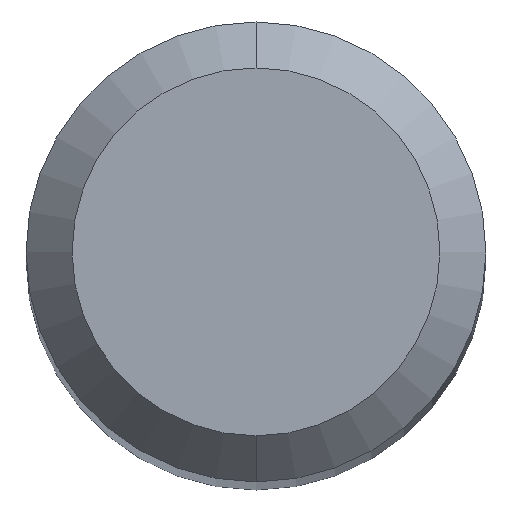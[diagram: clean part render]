
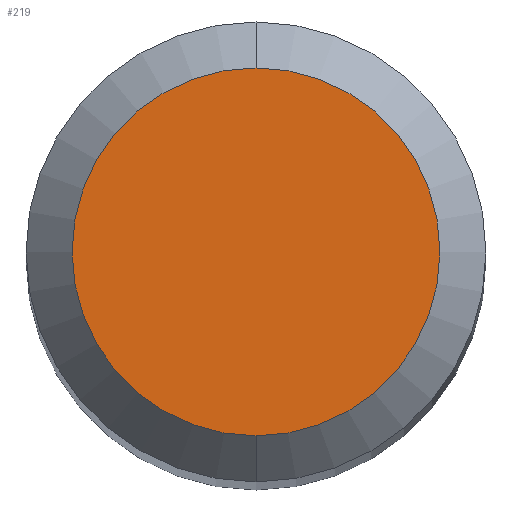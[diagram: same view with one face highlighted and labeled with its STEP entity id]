
A CAD part, top view. The second image highlights one B-rep face of the part: STEP entity #219.
In plain terms, the highlighted planar face has unit normal (0, 0, 1).
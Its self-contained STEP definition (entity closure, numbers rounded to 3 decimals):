
#219=ADVANCED_FACE('',(#514),#515,.T.);
#283=EDGE_CURVE('',#301,#367,#584,.T.);
#301=VERTEX_POINT('',#606);
#367=VERTEX_POINT('',#681);
#419=EDGE_CURVE('',#367,#301,#737,.T.);
#514=FACE_OUTER_BOUND('',#949,.T.);
#515=PLANE('',#950);
#584=CIRCLE('',#1105,1.2);
#606=CARTESIAN_POINT('',(0.,-1.2,29.517));
#681=CARTESIAN_POINT('',(0.0,1.2,29.517));
#737=CIRCLE('',#1387,1.2);
#949=EDGE_LOOP('',(#1470,#1471));
#950=AXIS2_PLACEMENT_3D('',#1472,#1473,#1474);
#1105=AXIS2_PLACEMENT_3D('',#1545,#1546,#1547);
#1387=AXIS2_PLACEMENT_3D('',#1744,#1745,#1746);
#1470=ORIENTED_EDGE('',*,*,#419,.F.);
#1471=ORIENTED_EDGE('',*,*,#283,.F.);
#1472=CARTESIAN_POINT('',(0.0,0.6,29.517));
#1473=DIRECTION('',(-0.0,0.0,1.0));
#1474=DIRECTION('',(0.0,-1.0,0.0));
#1545=CARTESIAN_POINT('',(0.0,0.0,29.517));
#1546=DIRECTION('',(0.0,0.0,-1.0));
#1547=DIRECTION('',(0.0,1.0,0.0));
#1744=CARTESIAN_POINT('',(0.0,0.0,29.517));
#1745=DIRECTION('',(0.0,0.0,-1.0));
#1746=DIRECTION('',(0.0,1.0,0.0));
